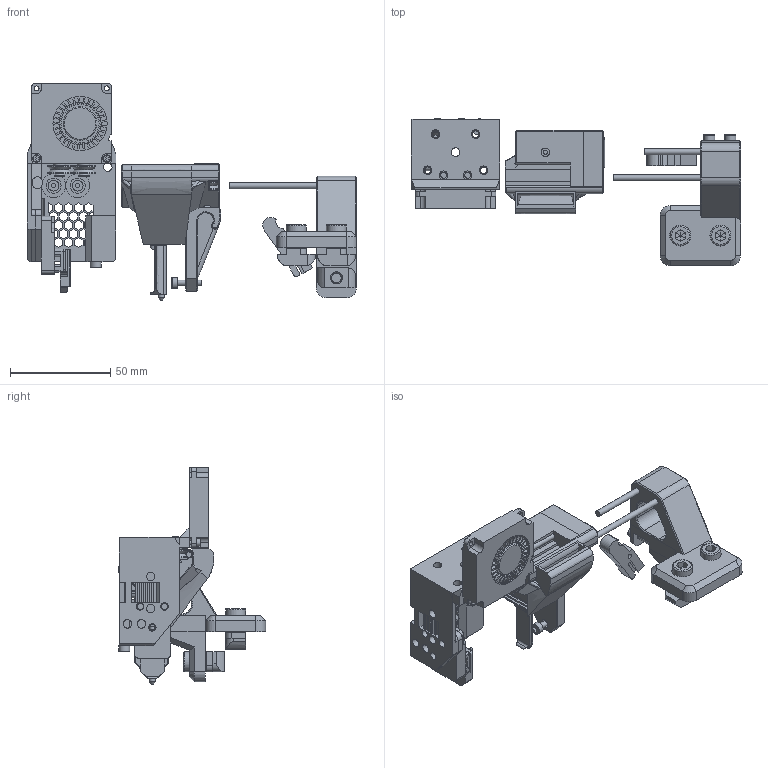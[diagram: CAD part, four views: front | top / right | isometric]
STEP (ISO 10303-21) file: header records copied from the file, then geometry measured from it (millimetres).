
FILE_DESCRIPTION(/* description */ (''),/* implementation_level */ '2;1');
FILE_NAME(/* name */ 'Hybrid_Changer.step',/* time_stamp */ '2024-02-29T16:32:03+01:00',/* author */ (''),/* organization */ (''),/* preprocessor_version */ 'ST-DEVELOPER v20',/* originating_system */ 'Autodesk Translation Framework v12.20.1.177',/* authorisation */ '');
FILE_SCHEMA (('AUTOMOTIVE_DESIGN { 1 0 10303 214 3 1 1 }'));
Length unit declared in the file: millimetre
Products named in the file (31): Hybrid_changer; Front_Hybrid; Spacer_1mm; Broached Hexagon Socket Flat Countersunk Head Cap Screw ASME B18.3.5M
 - M3x12 Steel Grade 2 Plain v1; Tool_body; Steel_rod_49mm; Steel_rod_44mm; Magnet 6x3; V-Groove_roller_12mm; Steel_rod_6mm; Component1; Hexagon Socket Countersunk Head Screw DIN EN ISO 10642 - M3 x 12 Stee
l 8.8 Black v1; Silicone_pad; PTFE_tube; A1_Hotend; Tool_body_support; Hex_socket_flat_M2x16; Hotend_fan_duct; 4010 - Blower Assembly; Broached Hexagon Socket Head Cap Screw ANSI B18.3.1M - M2x0.4 x 6 Ste
el Grade 2 Plain v1; Dock_V2; Snapper extension; Steel_rod_45mm; Component1_1; Steel_rod_60.5mm; Component1_2; Broached Hexagon Socket Head Cap Screw ANSI B18.3.1M - M3x0.5 x 12 St
eel Grade 2 Black v1; Broached Hexagon Socket Head Cap Screw ANSI B18.3.1M - M6x1 x 12 Stee
l Grade 2 Plain v1; Broached Hexagon Socket Head Cap Screw ANSI B18.3.1M - M3x0.5 x 20 St
eel Grade 2 Plain v1; T-nut_M6; Heating assembly
Assembly tree (51 placements, depth 3):
  Hybrid_changer
    Front_Hybrid
    Magnet 6x3  x2
    Spacer_1mm  x4
    V-Groove_roller_12mm  x6
    Broached Hexagon Socket Flat Countersunk Head Cap Screw ASME B18.3.5M
 - M3x12 Steel Grade 2 Plain v1  x4
    Tool_body
    Steel_rod_49mm
    Steel_rod_44mm  x3
    Steel_rod_6mm
      Component1
    Hexagon Socket Countersunk Head Screw DIN EN ISO 10642 - M3 x 12 Stee
l 8.8 Black v1
    Silicone_pad
    PTFE_tube
    A1_Hotend
    Tool_body_support
    Hex_socket_flat_M2x16
    Hotend_fan_duct
    4010 - Blower Assembly
    Broached Hexagon Socket Head Cap Screw ANSI B18.3.1M - M2x0.4 x 6 Ste
el Grade 2 Plain v1  x2
    Dock_V2
    Snapper extension
    Steel_rod_45mm
      Component1_1
    Steel_rod_60.5mm
      Component1_2
    Broached Hexagon Socket Head Cap Screw ANSI B18.3.1M - M3x0.5 x 12 St
eel Grade 2 Black v1
    Broached Hexagon Socket Head Cap Screw ANSI B18.3.1M - M6x1 x 12 Stee
l Grade 2 Plain v1  x3
    Broached Hexagon Socket Head Cap Screw ANSI B18.3.1M - M3x0.5 x 20 St
eel Grade 2 Plain v1  x3
    T-nut_M6  x3
    Heating assembly
Bounding box: 164 x 73.43 x 108.32 mm (x, y, z)
Volume: 104143.5 mm3; surface area: 78116.2 mm2
Topology: 52 solids, 52 shells, 1956 faces, 4777 edges, 2989 vertices
Faces by surface type: plane 1105, cylinder 595, cone 96, torus 80, sphere 44, bspline 36
Full cylindrical faces by diameter (mm): 1.933 x2, 2 x1, 2.2 x1, 2.4 x1, 2.5 x12, 2.55 x1, 2.927 x9, 3 x22, 3.05 x3, 3.14 x4, 3.2 x2, 3.3 x6, 3.35 x4, 3.5 x2, 3.7 x10, 3.8 x2, 4.2 x3, 4.25 x12, 4.3 x4, 4.35 x1, 4.5 x13, 4.8 x1, 4.917 x3, 5.35 x4, 5.5 x4, 5.54 x1, 5.884 x3, 6 x3, 6.1 x2, 6.3 x4
Entity records: 52646 total; most frequent: CARTESIAN_POINT 10183, DIRECTION 8793, ORIENTED_EDGE 8472, EDGE_CURVE 4236, AXIS2_PLACEMENT_3D 2965, LINE 2863, VECTOR 2863, VERTEX_POINT 2655
